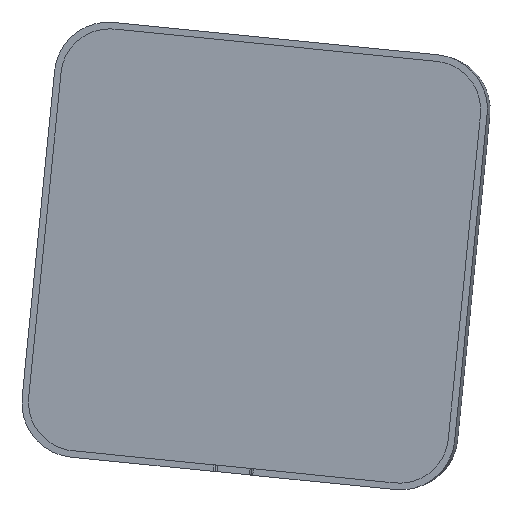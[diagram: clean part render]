
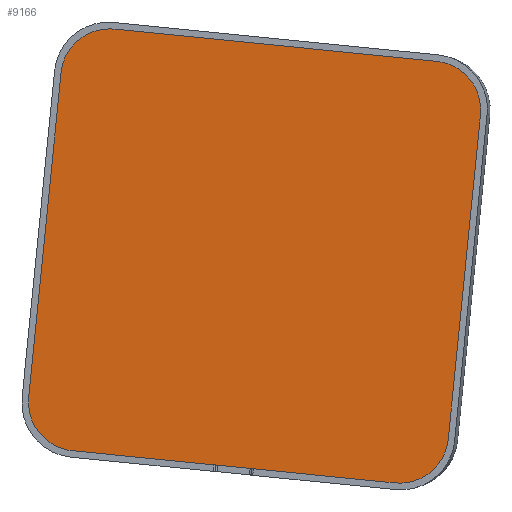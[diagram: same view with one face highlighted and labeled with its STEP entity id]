
A CAD part, left-side view. The second image highlights one B-rep face of the part: STEP entity #9166.
In plain terms, the highlighted face is planar.
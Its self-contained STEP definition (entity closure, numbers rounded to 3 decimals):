
#8151=CARTESIAN_POINT(' ',(58.5,5.5,0.));
#8152=VERTEX_POINT(' ',#8151);
#8166=CARTESIAN_POINT(' ',(58.5,-5.5,0.));
#8171=CARTESIAN_POINT(' ',(58.5,-17.068,0.));
#8176=CARTESIAN_POINT(' ',(58.5,-28.635,0.));
#8181=CARTESIAN_POINT(' ',(58.5,-41.693,0.));
#8186=CARTESIAN_POINT(' ',(58.5,-43.184,0.));
#8191=CARTESIAN_POINT(' ',(58.5,-45.407,0.));
#8196=CARTESIAN_POINT(' ',(58.471,-46.141,0.));
#8201=CARTESIAN_POINT(' ',(58.117,-48.671,0.));
#8206=CARTESIAN_POINT(' ',(57.495,-50.425,0.));
#8211=CARTESIAN_POINT(' ',(55.423,-53.851,0.));
#8216=CARTESIAN_POINT(' ',(53.832,-55.44,0.));
#8221=CARTESIAN_POINT(' ',(50.158,-57.651,0.));
#8226=CARTESIAN_POINT(' ',(48.103,-58.304,0.));
#8231=CARTESIAN_POINT(' ',(45.185,-58.524,0.));
#8236=CARTESIAN_POINT(' ',(44.358,-58.5,0.));
#8241=CARTESIAN_POINT(' ',(18.204,-58.5,0.));
#8246=CARTESIAN_POINT(' ',(-7.125,-58.5,0.));
#8251=CARTESIAN_POINT(' ',(-36.244,-58.5,0.));
#8256=CARTESIAN_POINT(' ',(-40.035,-58.5,0.));
#8261=CARTESIAN_POINT(' ',(-44.589,-58.5,0.));
#8266=CARTESIAN_POINT(' ',(-45.353,-58.517,0.));
#8271=CARTESIAN_POINT(' ',(-48.385,-58.265,0.));
#8276=CARTESIAN_POINT(' ',(-50.605,-57.49,0.));
#8281=CARTESIAN_POINT(' ',(-54.766,-54.711,0.));
#8286=CARTESIAN_POINT(' ',(-56.563,-52.486,0.));
#8291=CARTESIAN_POINT(' ',(-58.178,-48.377,0.));
#8296=CARTESIAN_POINT(' ',(-58.498,-46.698,0.));
#8301=CARTESIAN_POINT(' ',(-58.508,-38.997,0.));
#8306=CARTESIAN_POINT(' ',(-58.5,-32.976,0.));
#8311=CARTESIAN_POINT(' ',(-58.5,-6.244,0.));
#8316=CARTESIAN_POINT(' ',(-58.5,14.466,0.));
#8321=CARTESIAN_POINT(' ',(-58.5,38.21,0.));
#8326=CARTESIAN_POINT(' ',(-58.5,41.243,0.));
#8331=CARTESIAN_POINT(' ',(-58.5,44.886,0.));
#8336=CARTESIAN_POINT(' ',(-58.505,45.498,0.));
#8341=CARTESIAN_POINT(' ',(-58.274,48.287,0.));
#8346=CARTESIAN_POINT(' ',(-57.554,50.422,0.));
#8351=CARTESIAN_POINT(' ',(-54.969,54.471,0.));
#8356=CARTESIAN_POINT(' ',(-52.899,56.258,0.));
#8361=CARTESIAN_POINT(' ',(-49.028,57.986,0.));
#8366=CARTESIAN_POINT(' ',(-47.436,58.375,0.));
#8371=CARTESIAN_POINT(' ',(-45.193,58.514,0.));
#8376=CARTESIAN_POINT(' ',(-44.558,58.5,0.));
#8381=CARTESIAN_POINT(' ',(-15.908,58.5,0.));
#8386=CARTESIAN_POINT(' ',(12.108,58.5,0.));
#8391=CARTESIAN_POINT(' ',(41.676,58.5,0.));
#8396=CARTESIAN_POINT(' ',(43.229,58.5,0.));
#8401=CARTESIAN_POINT(' ',(45.546,58.5,0.));
#8406=CARTESIAN_POINT(' ',(46.31,58.457,0.));
#8411=CARTESIAN_POINT(' ',(48.941,58.05,0.));
#8416=CARTESIAN_POINT(' ',(50.755,57.358,0.));
#8421=CARTESIAN_POINT(' ',(54.254,55.088,0.));
#8426=CARTESIAN_POINT(' ',(55.843,53.356,0.));
#8431=CARTESIAN_POINT(' ',(57.945,49.414,0.));
#8436=CARTESIAN_POINT(' ',(58.493,47.229,0.));
#8441=CARTESIAN_POINT(' ',(58.508,42.415,0.));
#8446=CARTESIAN_POINT(' ',(58.5,39.789,0.));
#8451=CARTESIAN_POINT(' ',(58.5,26.609,0.));
#8456=CARTESIAN_POINT(' ',(58.5,16.054,0.));
#8461=CARTESIAN_POINT(' ',(58.5,5.5,0.));
#8466=B_SPLINE_CURVE_WITH_KNOTS('',3,(#8166,#8171,#8176,#8181,#8186,#8191,#8196,#8201,#8206,#8211,#8216,#8221,#8226,#8231,#8236,#8241,#8246,#8251,#8256,#8261,#8266,#8271,#8276,#8281,#8286,#8291,#8296,#8301,#8306,#8311,#8316,#8321,#8326,#8331,#8336,#8341,#8346,#8351,#8356,#8361,#8366,#8371,#8376,#8381,#8386,#8391,#8396,#8401,#8406,#8411,#8416,#8421,#8426,#8431,#8436,#8441,#8446,#8451,#8456,#8461),.UNSPECIFIED.,.F.,.U.,(4,2,2,2,2,2,2,2,2,2,2,2,2,2,2,2,2,2,2,2,2,2,2,2,2,2,2,2,2,4),(0.,0.08,0.09,0.095,0.108,0.123,0.138,0.143,0.318,0.345,0.35,0.366,0.385,0.396,0.438,0.581,0.602,0.606,0.621,0.64,0.651,0.655,0.849,0.86,0.865,0.878,0.894,0.909,0.927,1.),.UNSPECIFIED.);
#8471=CARTESIAN_POINT(' ',(58.5,-5.5,0.));
#8472=VERTEX_POINT(' ',#8471);
#8476=EDGE_CURVE(' ',#8472,#8152,#8466,.T.);
#9096=DIRECTION(' ',(-0.,-0.,-1.));
#9101=CARTESIAN_POINT(' ',(-58.5,-58.5,0.));
#9106=DIRECTION(' ',(0.,1.,0.));
#9111=AXIS2_PLACEMENT_3D(' ',#9101,#9096,#9106);
#9116=PLANE('',#9111);
#9121=ORIENTED_EDGE(' ',*,*,#8476,.T.);
#9126=CARTESIAN_POINT(' ',(58.5,-5.5,0.));
#9131=DIRECTION(' ',(0.,1.,0.));
#9136=VECTOR(' ',#9131,1.);
#9141=LINE('',#9126,#9136);
#9146=EDGE_CURVE(' ',#8472,#8152,#9141,.T.);
#9151=ORIENTED_EDGE(' ',*,*,#9146,.F.);
#9156=EDGE_LOOP(' ',(#9121,#9151));
#9161=FACE_OUTER_BOUND(' ',#9156,.T.);
#9166=ADVANCED_FACE('',(#9161),#9116,.T.);
